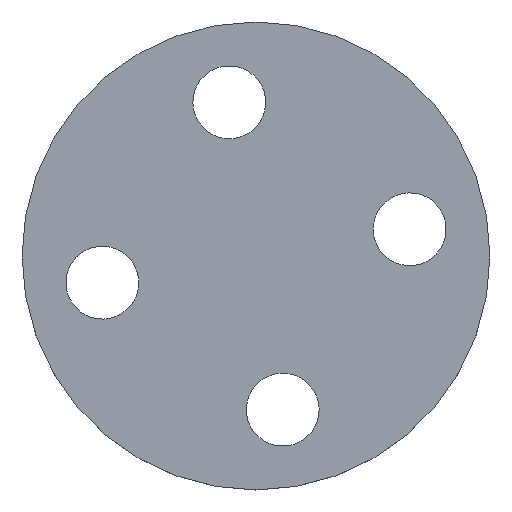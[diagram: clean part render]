
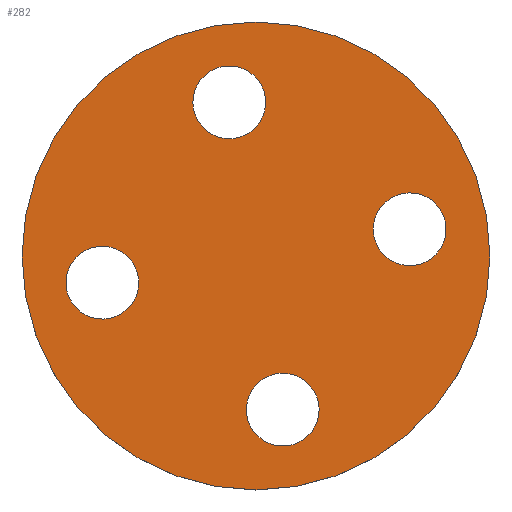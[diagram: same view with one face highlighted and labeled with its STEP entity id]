
A CAD part, top view. The second image highlights one B-rep face of the part: STEP entity #282.
In plain terms, the highlighted planar face has unit normal (0, 0, 1).
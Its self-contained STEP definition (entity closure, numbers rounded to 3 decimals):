
#23=B_SPLINE_CURVE_WITH_KNOTS('',3,(#442,#443,#444,#445,#446,#447,#448,
#449,#450,#451),.UNSPECIFIED.,.F.,.F.,(4,1,1,1,1,1,1,4),(-3.993,
-3.799,-3.605,-3.411,-3.217,
-3.023,-2.829,-2.635),.UNSPECIFIED.);
#24=B_SPLINE_CURVE_WITH_KNOTS('',3,(#456,#457,#458,#459,#460,#461,#462,
#463,#464),.UNSPECIFIED.,.F.,.F.,(4,1,1,1,1,1,4),(-2.422,-2.228,
-1.84,-1.646,-1.452,-1.258,
-1.064),.UNSPECIFIED.);
#25=B_SPLINE_CURVE_WITH_KNOTS('',3,(#468,#469,#470,#471,#472,#473,#474,
#475,#476),.UNSPECIFIED.,.F.,.F.,(4,1,1,1,1,1,4),(0.72,0.914,
1.302,1.496,1.69,1.884,2.078),
 .UNSPECIFIED.);
#26=B_SPLINE_CURVE_WITH_KNOTS('',3,(#480,#481,#482,#483,#484,#485,#486,
#487,#488),.UNSPECIFIED.,.F.,.F.,(4,1,1,1,1,1,4),(-0.851,-0.657,
-0.269,-0.075,0.119,0.313,
0.507),.UNSPECIFIED.);
#48=FACE_BOUND('',#78,.T.);
#49=FACE_BOUND('',#79,.T.);
#50=FACE_BOUND('',#80,.T.);
#51=FACE_BOUND('',#81,.T.);
#55=PLANE('',#325);
#60=FACE_OUTER_BOUND('',#77,.T.);
#77=EDGE_LOOP('',(#205));
#78=EDGE_LOOP('',(#206,#207));
#79=EDGE_LOOP('',(#208,#209));
#80=EDGE_LOOP('',(#210,#211));
#81=EDGE_LOOP('',(#212,#213));
#121=CIRCLE('',#326,13.5);
#122=CIRCLE('',#327,2.1);
#123=CIRCLE('',#328,2.1);
#124=CIRCLE('',#329,2.1);
#125=CIRCLE('',#330,2.1);
#140=VERTEX_POINT('',#438);
#141=VERTEX_POINT('',#440);
#142=VERTEX_POINT('',#441);
#143=VERTEX_POINT('',#453);
#144=VERTEX_POINT('',#454);
#145=VERTEX_POINT('',#465);
#146=VERTEX_POINT('',#466);
#147=VERTEX_POINT('',#477);
#148=VERTEX_POINT('',#478);
#164=EDGE_CURVE('',#140,#140,#121,.T.);
#165=EDGE_CURVE('',#141,#142,#23,.T.);
#166=EDGE_CURVE('',#142,#141,#122,.T.);
#167=EDGE_CURVE('',#143,#144,#123,.T.);
#168=EDGE_CURVE('',#144,#143,#24,.T.);
#169=EDGE_CURVE('',#145,#146,#124,.T.);
#170=EDGE_CURVE('',#146,#145,#25,.T.);
#171=EDGE_CURVE('',#147,#148,#125,.T.);
#172=EDGE_CURVE('',#148,#147,#26,.T.);
#205=ORIENTED_EDGE('',*,*,#164,.T.);
#206=ORIENTED_EDGE('',*,*,#165,.T.);
#207=ORIENTED_EDGE('',*,*,#166,.T.);
#208=ORIENTED_EDGE('',*,*,#167,.T.);
#209=ORIENTED_EDGE('',*,*,#168,.T.);
#210=ORIENTED_EDGE('',*,*,#169,.T.);
#211=ORIENTED_EDGE('',*,*,#170,.T.);
#212=ORIENTED_EDGE('',*,*,#171,.T.);
#213=ORIENTED_EDGE('',*,*,#172,.T.);
#282=ADVANCED_FACE('',(#60,#48,#49,#50,#51),#55,.F.);
#325=AXIS2_PLACEMENT_3D('',#437,#366,#367);
#326=AXIS2_PLACEMENT_3D('',#439,#368,#369);
#327=AXIS2_PLACEMENT_3D('',#452,#370,#371);
#328=AXIS2_PLACEMENT_3D('',#455,#372,#373);
#329=AXIS2_PLACEMENT_3D('',#467,#374,#375);
#330=AXIS2_PLACEMENT_3D('',#479,#376,#377);
#366=DIRECTION('center_axis',(0.,0.,-1.));
#367=DIRECTION('ref_axis',(-1.,0.,0.));
#368=DIRECTION('center_axis',(0.,0.,1.));
#369=DIRECTION('ref_axis',(-1.,0.,0.));
#370=DIRECTION('center_axis',(0.,0.,-1.));
#371=DIRECTION('ref_axis',(1.,0.,0.));
#372=DIRECTION('center_axis',(0.,0.,-1.));
#373=DIRECTION('ref_axis',(1.,0.,0.));
#374=DIRECTION('center_axis',(0.,0.,-1.));
#375=DIRECTION('ref_axis',(1.,0.,0.));
#376=DIRECTION('center_axis',(0.,0.,-1.));
#377=DIRECTION('ref_axis',(1.,0.,0.));
#437=CARTESIAN_POINT('Origin',(0.,0.,-2.));
#438=CARTESIAN_POINT('',(13.5,0.,-2.));
#439=CARTESIAN_POINT('Origin',(0.,0.,-2.));
#440=CARTESIAN_POINT('',(7.483,-0.037,-2.));
#441=CARTESIAN_POINT('',(7.031,2.561,-2.));
#442=CARTESIAN_POINT('Ctrl Pts',(7.483,-0.037,-2.));
#443=CARTESIAN_POINT('Ctrl Pts',(7.381,0.052,-2.));
#444=CARTESIAN_POINT('Ctrl Pts',(7.194,0.251,-2.));
#445=CARTESIAN_POINT('Ctrl Pts',(6.976,0.598,-2.));
#446=CARTESIAN_POINT('Ctrl Pts',(6.83,0.98,-2.));
#447=CARTESIAN_POINT('Ctrl Pts',(6.76,1.383,-2.));
#448=CARTESIAN_POINT('Ctrl Pts',(6.769,1.792,-2.));
#449=CARTESIAN_POINT('Ctrl Pts',(6.856,2.192,-2.));
#450=CARTESIAN_POINT('Ctrl Pts',(6.965,2.442,-2.));
#451=CARTESIAN_POINT('Ctrl Pts',(7.031,2.561,-2.));
#452=CARTESIAN_POINT('Origin',(8.867,1.542,-2.));
#453=CARTESIAN_POINT('',(2.561,-7.031,-2.));
#454=CARTESIAN_POINT('',(-0.037,-7.483,-2.));
#455=CARTESIAN_POINT('Origin',(1.542,-8.867,-2.));
#456=CARTESIAN_POINT('Ctrl Pts',(-0.037,-7.483,-2.));
#457=CARTESIAN_POINT('Ctrl Pts',(0.052,-7.381,-2.));
#458=CARTESIAN_POINT('Ctrl Pts',(0.351,-7.1,-2.));
#459=CARTESIAN_POINT('Ctrl Pts',(0.846,-6.853,-2.));
#460=CARTESIAN_POINT('Ctrl Pts',(1.383,-6.76,-2.));
#461=CARTESIAN_POINT('Ctrl Pts',(1.792,-6.769,-2.));
#462=CARTESIAN_POINT('Ctrl Pts',(2.192,-6.856,-2.));
#463=CARTESIAN_POINT('Ctrl Pts',(2.442,-6.965,-2.));
#464=CARTESIAN_POINT('Ctrl Pts',(2.561,-7.031,-2.));
#465=CARTESIAN_POINT('',(-2.561,7.031,-2.));
#466=CARTESIAN_POINT('',(0.037,7.483,-2.));
#467=CARTESIAN_POINT('Origin',(-1.542,8.867,-2.));
#468=CARTESIAN_POINT('Ctrl Pts',(0.037,7.483,-2.));
#469=CARTESIAN_POINT('Ctrl Pts',(-0.052,7.381,-2.));
#470=CARTESIAN_POINT('Ctrl Pts',(-0.351,7.1,-2.));
#471=CARTESIAN_POINT('Ctrl Pts',(-0.846,6.853,-2.));
#472=CARTESIAN_POINT('Ctrl Pts',(-1.383,6.76,-2.));
#473=CARTESIAN_POINT('Ctrl Pts',(-1.792,6.769,-2.));
#474=CARTESIAN_POINT('Ctrl Pts',(-2.192,6.856,-2.));
#475=CARTESIAN_POINT('Ctrl Pts',(-2.442,6.965,-2.));
#476=CARTESIAN_POINT('Ctrl Pts',(-2.561,7.031,-2.));
#477=CARTESIAN_POINT('',(-7.031,-2.561,-2.));
#478=CARTESIAN_POINT('',(-7.483,0.037,-2.));
#479=CARTESIAN_POINT('Origin',(-8.867,-1.542,-2.));
#480=CARTESIAN_POINT('Ctrl Pts',(-7.483,0.037,-2.));
#481=CARTESIAN_POINT('Ctrl Pts',(-7.381,-0.052,
-2.));
#482=CARTESIAN_POINT('Ctrl Pts',(-7.1,-0.351,-2.));
#483=CARTESIAN_POINT('Ctrl Pts',(-6.853,-0.846,-2.));
#484=CARTESIAN_POINT('Ctrl Pts',(-6.76,-1.383,-2.));
#485=CARTESIAN_POINT('Ctrl Pts',(-6.769,-1.792,-2.));
#486=CARTESIAN_POINT('Ctrl Pts',(-6.856,-2.192,-2.));
#487=CARTESIAN_POINT('Ctrl Pts',(-6.965,-2.442,-2.));
#488=CARTESIAN_POINT('Ctrl Pts',(-7.031,-2.561,-2.));
